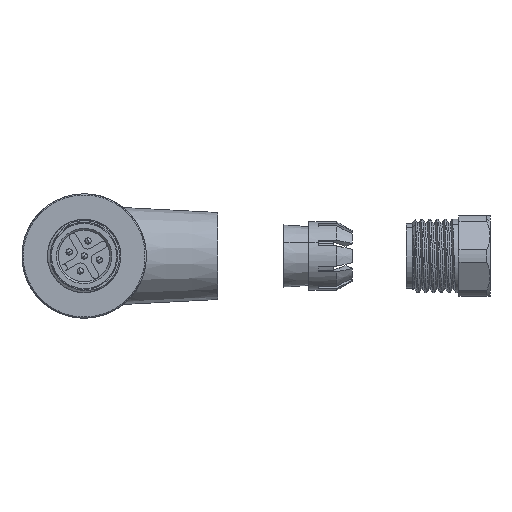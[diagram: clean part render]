
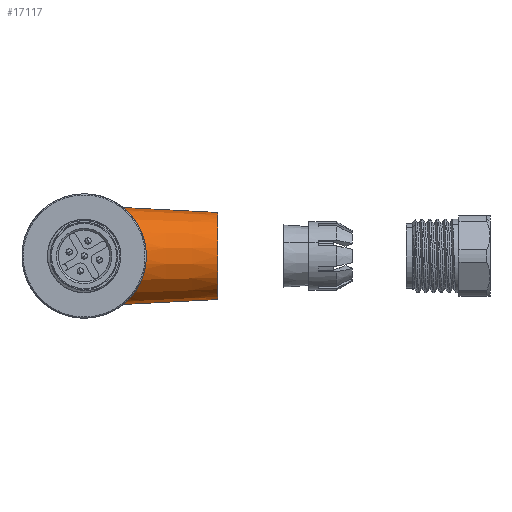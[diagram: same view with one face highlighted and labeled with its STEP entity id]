
A CAD part, left-side view. The second image highlights one B-rep face of the part: STEP entity #17117.
In plain terms, the highlighted conical face has half-angle 3 degrees and reference radius 7 mm.
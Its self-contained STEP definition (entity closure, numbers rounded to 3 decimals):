
#2033 = EDGE_LOOP ( 'NONE', ( #11641, #6154, #43494, #3635 ) ) ;
#2169 = CARTESIAN_POINT ( 'NONE',  ( 6.633, -9.014, -2.147 ) ) ;
#2700 = CARTESIAN_POINT ( 'NONE',  ( 11.423, -5.537, -7.417 ) ) ;
#3635 = ORIENTED_EDGE ( 'NONE', *, *, #47425, .F. ) ;
#3686 = DIRECTION ( 'NONE',  ( 0., 0., 1. ) ) ;
#6154 = ORIENTED_EDGE ( 'NONE', *, *, #47076, .T. ) ;
#6344 = CARTESIAN_POINT ( 'NONE',  ( 14., -4.857, -7.872 ) ) ;
#6468 = AXIS2_PLACEMENT_3D ( 'NONE', #50204, #16404, #29551 ) ;
#6612 = CARTESIAN_POINT ( 'NONE',  ( 14., -21.5, 7. ) ) ;
#6616 = CARTESIAN_POINT ( 'NONE',  ( 6.358, -9.25, 0.268 ) ) ;
#6892 = CARTESIAN_POINT ( 'NONE',  ( 6.358, -9.25, -0.546 ) ) ;
#8530 = CARTESIAN_POINT ( 'NONE',  ( 12.15, -5.221, 7.637 ) ) ;
#9948 = CONICAL_SURFACE ( 'NONE', #14387, 7., 0.052 ) ;
#10540 = CARTESIAN_POINT ( 'NONE',  ( 7.582, -8.216, -4.255 ) ) ;
#10627 = EDGE_CURVE ( 'NONE', #36168, #10786, #40264, .T. ) ;
#10786 = VERTEX_POINT ( 'NONE', #33010 ) ;
#11076 = CARTESIAN_POINT ( 'NONE',  ( 10.127, -6.305, -6.77 ) ) ;
#11641 = ORIENTED_EDGE ( 'NONE', *, *, #42131, .F. ) ;
#12672 = CIRCLE ( 'NONE', #6468, 7. ) ;
#14387 = AXIS2_PLACEMENT_3D ( 'NONE', #24911, #41897, #3686 ) ;
#14698 = CARTESIAN_POINT ( 'NONE',  ( 7.452, -8.324, -4.042 ) ) ;
#15390 = DIRECTION ( 'NONE',  ( 0., 0.999, 0.052 ) ) ;
#15793 = CARTESIAN_POINT ( 'NONE',  ( 10.542, -6.041, -7.007 ) ) ;
#16404 = DIRECTION ( 'NONE',  ( 0., 1., 0. ) ) ;
#16626 = CARTESIAN_POINT ( 'NONE',  ( 13.456, -4.882, 7.857 ) ) ;
#17117 = ADVANCED_FACE ( 'NONE', ( #47216 ), #9948, .T. ) ;
#18226 = VECTOR ( 'NONE', #15390, 1000. ) ;
#18884 = CARTESIAN_POINT ( 'NONE',  ( 9.345, -6.842, -6.237 ) ) ;
#19152 = CARTESIAN_POINT ( 'NONE',  ( 6.413, -9.202, -1.085 ) ) ;
#19972 = CARTESIAN_POINT ( 'NONE',  ( 12.654, -5.05, -7.75 ) ) ;
#20261 = CARTESIAN_POINT ( 'NONE',  ( 9.344, -6.842, 6.237 ) ) ;
#20470 = LINE ( 'NONE', #24957, #48188 ) ;
#20825 = CARTESIAN_POINT ( 'NONE',  ( 11.2, -5.662, 7.316 ) ) ;
#23370 = CARTESIAN_POINT ( 'NONE',  ( 13.726, -4.857, -7.872 ) ) ;
#23640 = CARTESIAN_POINT ( 'NONE',  ( 6.803, -8.868, 2.643 ) ) ;
#23917 = CARTESIAN_POINT ( 'NONE',  ( 6.895, -8.79, 2.891 ) ) ;
#24050 = CARTESIAN_POINT ( 'NONE',  ( 14., -21.5, -7. ) ) ;
#24461 = CARTESIAN_POINT ( 'NONE',  ( 9.926, -6.439, -6.643 ) ) ;
#24911 = CARTESIAN_POINT ( 'NONE',  ( 14., -21.5, 0. ) ) ;
#24957 = CARTESIAN_POINT ( 'NONE',  ( 14., -21.5, -7. ) ) ;
#25582 = CARTESIAN_POINT ( 'NONE',  ( 12.656, -5.05, 7.751 ) ) ;
#27829 = CARTESIAN_POINT ( 'NONE',  ( 7.209, -8.526, -3.595 ) ) ;
#28163 = VERTEX_POINT ( 'NONE', #33738 ) ;
#28931 = CARTESIAN_POINT ( 'NONE',  ( 10.538, -6.034, 7.018 ) ) ;
#29551 = DIRECTION ( 'NONE',  ( 0., 0., 1. ) ) ;
#30035 = CARTESIAN_POINT ( 'NONE',  ( 7.2, -8.533, 3.607 ) ) ;
#32040 = CARTESIAN_POINT ( 'NONE',  ( 6.428, -9.19, 1.087 ) ) ;
#32313 = CARTESIAN_POINT ( 'NONE',  ( 11.89, -5.309, -7.578 ) ) ;
#33010 = CARTESIAN_POINT ( 'NONE',  ( 14., -4.857, 7.872 ) ) ;
#33131 = CARTESIAN_POINT ( 'NONE',  ( 14., -4.857, 7.872 ) ) ;
#33738 = CARTESIAN_POINT ( 'NONE',  ( 14., -4.857, -7.872 ) ) ;
#33946 = CARTESIAN_POINT ( 'NONE',  ( 8.004, -7.873, 4.879 ) ) ;
#34224 = CARTESIAN_POINT ( 'NONE',  ( 12.916, -4.98, 7.796 ) ) ;
#35661 = B_SPLINE_CURVE_WITH_KNOTS ( 'NONE', 3,
 ( #6344, #23370, #54038, #48780, #19972, #32313, #2700, #40384, #15793, #11076, #24461, #18884, #45123, #35940, #49590, #10540, #14698, #27829, #40649, #52954, #2169, #19152, #6892, #6616, #36215, #32040, #49045, #44848, #36486, #23640, #23917, #30035, #50963, #33946, #46777, #42570, #20261, #38127, #28931, #20825, #47059, #50420, #8530, #25582, #34224, #16626, #37851, #33131 ),
 .UNSPECIFIED., .F., .F.,
 ( 4, 2, 2, 2, 2, 2, 2, 2, 2, 2, 2, 2, 2, 2, 2, 2, 2, 2, 2, 2, 2, 2, 2, 4 ),
 ( 0.046, 0.047, 0.047, 0.049, 0.05, 0.051, 0.052, 0.054, 0.055, 0.055, 0.057, 0.059, 0.06, 0.06, 0.061, 0.062, 0.064, 0.065, 0.067, 0.069, 0.069, 0.07, 0.071, 0.072 ),
 .UNSPECIFIED. ) ;
#35940 = CARTESIAN_POINT ( 'NONE',  ( 8.304, -7.633, -5.243 ) ) ;
#36168 = VERTEX_POINT ( 'NONE', #6612 ) ;
#36215 = CARTESIAN_POINT ( 'NONE',  ( 6.372, -9.238, 0.542 ) ) ;
#36486 = CARTESIAN_POINT ( 'NONE',  ( 6.645, -9.004, 2.137 ) ) ;
#36760 = VERTEX_POINT ( 'NONE', #24050 ) ;
#37851 = CARTESIAN_POINT ( 'NONE',  ( 13.729, -4.857, 7.872 ) ) ;
#38127 = CARTESIAN_POINT ( 'NONE',  ( 10.126, -6.301, 6.783 ) ) ;
#40264 = LINE ( 'NONE', #48932, #18226 ) ;
#40384 = CARTESIAN_POINT ( 'NONE',  ( 10.758, -5.911, -7.117 ) ) ;
#40649 = CARTESIAN_POINT ( 'NONE',  ( 7.096, -8.621, -3.362 ) ) ;
#41897 = DIRECTION ( 'NONE',  ( 0., 1., 0. ) ) ;
#42131 = EDGE_CURVE ( 'NONE', #36760, #28163, #20470, .T. ) ;
#42570 = CARTESIAN_POINT ( 'NONE',  ( 8.982, -7.111, 5.931 ) ) ;
#43494 = ORIENTED_EDGE ( 'NONE', *, *, #10627, .T. ) ;
#44848 = CARTESIAN_POINT ( 'NONE',  ( 6.578, -9.061, 1.879 ) ) ;
#45123 = CARTESIAN_POINT ( 'NONE',  ( 8.981, -7.112, -5.93 ) ) ;
#46777 = CARTESIAN_POINT ( 'NONE',  ( 8.313, -7.626, 5.252 ) ) ;
#47059 = CARTESIAN_POINT ( 'NONE',  ( 11.428, -5.543, 7.406 ) ) ;
#47076 = EDGE_CURVE ( 'NONE', #36760, #36168, #12672, .T. ) ;
#47216 = FACE_OUTER_BOUND ( 'NONE', #2033, .T. ) ;
#47425 = EDGE_CURVE ( 'NONE', #28163, #10786, #35661, .T. ) ;
#48188 = VECTOR ( 'NONE', #54518, 1000. ) ;
#48780 = CARTESIAN_POINT ( 'NONE',  ( 12.916, -4.98, -7.795 ) ) ;
#48932 = CARTESIAN_POINT ( 'NONE',  ( 14., -21.5, 7. ) ) ;
#49045 = CARTESIAN_POINT ( 'NONE',  ( 6.469, -9.154, 1.354 ) ) ;
#49590 = CARTESIAN_POINT ( 'NONE',  ( 7.997, -7.879, -4.869 ) ) ;
#50204 = CARTESIAN_POINT ( 'NONE',  ( 14., -21.5, 0. ) ) ;
#50420 = CARTESIAN_POINT ( 'NONE',  ( 11.903, -5.322, 7.567 ) ) ;
#50963 = CARTESIAN_POINT ( 'NONE',  ( 7.444, -8.329, 4.05 ) ) ;
#52954 = CARTESIAN_POINT ( 'NONE',  ( 6.792, -8.877, -2.648 ) ) ;
#54038 = CARTESIAN_POINT ( 'NONE',  ( 13.45, -4.883, -7.856 ) ) ;
#54518 = DIRECTION ( 'NONE',  ( 0., 0.999, -0.052 ) ) ;
